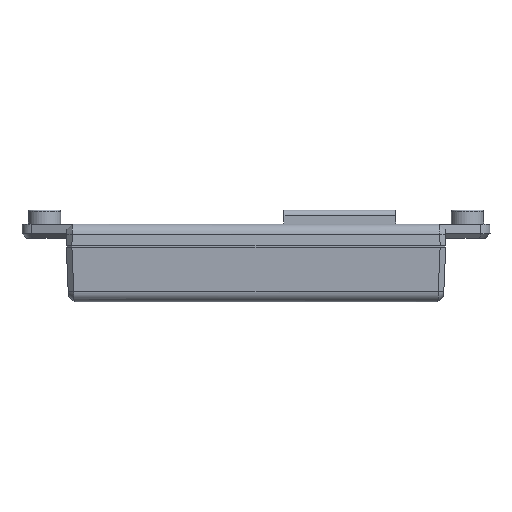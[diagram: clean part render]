
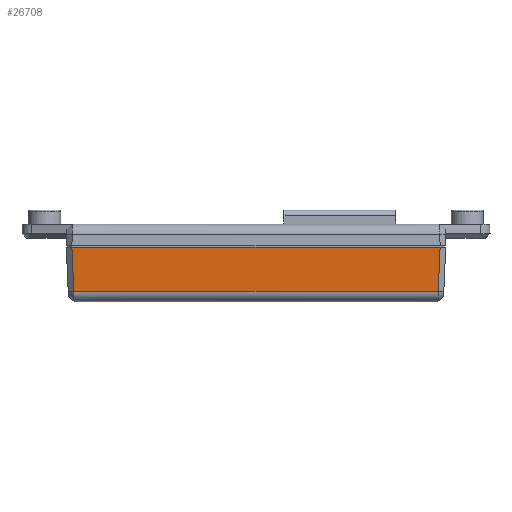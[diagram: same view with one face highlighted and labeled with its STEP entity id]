
A CAD part, front view. The second image highlights one B-rep face of the part: STEP entity #26708.
In plain terms, the highlighted face is planar.
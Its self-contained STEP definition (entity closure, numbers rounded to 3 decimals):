
#357 = DIRECTION ( 'NONE',  ( 0., -0.044, 0.999 ) ) ;
#2496 = CARTESIAN_POINT ( 'NONE',  ( 65.088, 36.294, 16.174 ) ) ;
#4353 = VECTOR ( 'NONE', #18335, 1000. ) ;
#5193 = ORIENTED_EDGE ( 'NONE', *, *, #19579, .F. ) ;
#5362 = DIRECTION ( 'NONE',  ( 0.044, -0.044, 0.998 ) ) ;
#6017 = LINE ( 'NONE', #32047, #28549 ) ;
#6511 = EDGE_CURVE ( 'NONE', #36625, #9893, #25461, .T. ) ;
#7653 = CARTESIAN_POINT ( 'NONE',  ( 65.541, 36.746, 5.811 ) ) ;
#8453 = CARTESIAN_POINT ( 'NONE',  ( -65.802, 37.004, -0.087 ) ) ;
#8681 = CARTESIAN_POINT ( 'NONE',  ( -65.781, 36.983, 0.4 ) ) ;
#9893 = VERTEX_POINT ( 'NONE', #2496 ) ;
#9958 = VECTOR ( 'NONE', #5362, 1000. ) ;
#10122 = DIRECTION ( 'NONE',  ( 0., 0.999, 0.044 ) ) ;
#12955 = EDGE_CURVE ( 'NONE', #9893, #21110, #36991, .T. ) ;
#18335 = DIRECTION ( 'NONE',  ( 1., 0., 0. ) ) ;
#19007 = CARTESIAN_POINT ( 'NONE',  ( -67.8, 37., 0. ) ) ;
#19579 = EDGE_CURVE ( 'NONE', #29362, #21110, #6017, .T. ) ;
#21110 = VERTEX_POINT ( 'NONE', #40792 ) ;
#25401 = EDGE_CURVE ( 'NONE', #29362, #36625, #27009, .T. ) ;
#25461 = LINE ( 'NONE', #34799, #4353 ) ;
#26708 = ADVANCED_FACE ( 'NONE', ( #26861 ), #41145, .T. ) ;
#26861 = FACE_OUTER_BOUND ( 'NONE', #38058, .T. ) ;
#27009 = LINE ( 'NONE', #8453, #9958 ) ;
#28163 = ORIENTED_EDGE ( 'NONE', *, *, #6511, .T. ) ;
#28543 = VECTOR ( 'NONE', #36234, 1000. ) ;
#28549 = VECTOR ( 'NONE', #39027, 1000. ) ;
#29362 = VERTEX_POINT ( 'NONE', #8681 ) ;
#29416 = ORIENTED_EDGE ( 'NONE', *, *, #25401, .T. ) ;
#29991 = AXIS2_PLACEMENT_3D ( 'NONE', #19007, #10122, #357 ) ;
#32047 = CARTESIAN_POINT ( 'NONE',  ( -67.8, 36.983, 0.4 ) ) ;
#34799 = CARTESIAN_POINT ( 'NONE',  ( 66.927, 36.294, 16.174 ) ) ;
#36234 = DIRECTION ( 'NONE',  ( 0.044, 0.044, -0.998 ) ) ;
#36625 = VERTEX_POINT ( 'NONE', #41199 ) ;
#36945 = ORIENTED_EDGE ( 'NONE', *, *, #12955, .T. ) ;
#36991 = LINE ( 'NONE', #7653, #28543 ) ;
#38058 = EDGE_LOOP ( 'NONE', ( #5193, #29416, #28163, #36945 ) ) ;
#39027 = DIRECTION ( 'NONE',  ( 1., 0., 0. ) ) ;
#40792 = CARTESIAN_POINT ( 'NONE',  ( 65.777, 36.983, 0.4 ) ) ;
#41145 = PLANE ( 'NONE',  #29991 ) ;
#41199 = CARTESIAN_POINT ( 'NONE',  ( -65.092, 36.294, 16.174 ) ) ;
